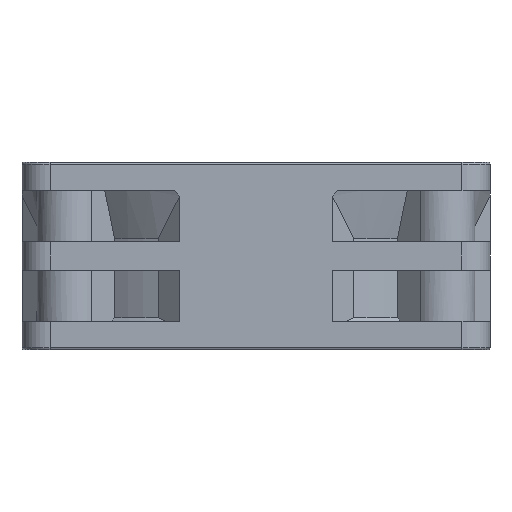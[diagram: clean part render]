
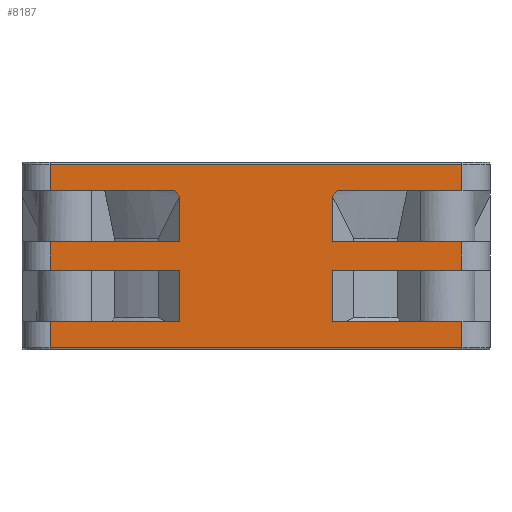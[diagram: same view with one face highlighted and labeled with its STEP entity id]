
A CAD part, front view. The second image highlights one B-rep face of the part: STEP entity #8187.
In plain terms, the highlighted planar face has unit normal (0, -1, 0).
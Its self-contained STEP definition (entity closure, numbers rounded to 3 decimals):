
#44=DIRECTION('',(-1.,0.,0.));
#45=VECTOR('',#44,13.834);
#46=CARTESIAN_POINT('',(22.,-25.,11.5));
#47=LINE('',#46,#45);
#73=DIRECTION('',(-1.,0.,0.));
#74=VECTOR('',#73,13.834);
#75=CARTESIAN_POINT('',(-8.166,-25.,11.5));
#76=LINE('',#75,#74);
#1082=DIRECTION('',(-1.,0.,0.));
#1083=VECTOR('',#1082,13.834);
#1084=CARTESIAN_POINT('',(22.,-25.,8.5));
#1085=LINE('',#1084,#1083);
#1097=DIRECTION('',(-1.,0.,0.));
#1098=VECTOR('',#1097,13.834);
#1099=CARTESIAN_POINT('',(-8.166,-25.,8.5));
#1100=LINE('',#1099,#1098);
#1381=DIRECTION('',(0.,0.,1.));
#1382=VECTOR('',#1381,4.893);
#1383=CARTESIAN_POINT('',(8.166,-25.,11.5));
#1384=LINE('',#1383,#1382);
#1388=CARTESIAN_POINT('',(8.166,-25.,16.393));
#1412=DIRECTION('',(0.,0.,1.));
#1413=VECTOR('',#1412,5.5);
#1414=CARTESIAN_POINT('',(8.166,-25.,3.));
#1415=LINE('',#1414,#1413);
#1419=DIRECTION('',(0.,0.,1.));
#1420=VECTOR('',#1419,3.);
#1421=CARTESIAN_POINT('',(22.,-25.,8.5));
#1422=LINE('',#1421,#1420);
#1426=DIRECTION('',(0.,0.,1.));
#1427=VECTOR('',#1426,3.);
#1428=CARTESIAN_POINT('',(-22.,-25.,8.5));
#1429=LINE('',#1428,#1427);
#1493=DIRECTION('',(-1.,0.,0.));
#1494=VECTOR('',#1493,13.834);
#1495=CARTESIAN_POINT('',(22.,-25.,3.));
#1496=LINE('',#1495,#1494);
#1543=DIRECTION('',(0.,0.,1.));
#1544=VECTOR('',#1543,2.8);
#1545=CARTESIAN_POINT('',(22.,-25.,0.2));
#1546=LINE('',#1545,#1544);
#1603=DIRECTION('',(1.,0.,0.));
#1604=VECTOR('',#1603,44.);
#1605=CARTESIAN_POINT('',(-22.,-25.,0.2));
#1606=LINE('',#1605,#1604);
#1641=DIRECTION('',(0.,0.,-1.));
#1642=VECTOR('',#1641,2.8);
#1643=CARTESIAN_POINT('',(-22.,-25.,3.));
#1644=LINE('',#1643,#1642);
#1700=DIRECTION('',(-1.,0.,0.));
#1701=VECTOR('',#1700,13.834);
#1702=CARTESIAN_POINT('',(-8.166,-25.,3.));
#1703=LINE('',#1702,#1701);
#4850=DIRECTION('',(0.,0.,1.));
#4851=VECTOR('',#4850,2.8);
#4852=CARTESIAN_POINT('',(22.,-25.,17.));
#4853=LINE('',#4852,#4851);
#4888=DIRECTION('',(1.,0.,0.));
#4889=VECTOR('',#4888,13.289);
#4890=CARTESIAN_POINT('',(8.711,-25.,17.));
#4891=LINE('',#4890,#4889);
#4936=CARTESIAN_POINT('',(8.166,-25.,16.393));
#4937=CARTESIAN_POINT('',(8.227,-25.,16.459));
#4938=CARTESIAN_POINT('',(8.349,-25.,16.593));
#4939=CARTESIAN_POINT('',(8.531,-25.,16.795));
#4940=CARTESIAN_POINT('',(8.651,-25.,16.931));
#4941=CARTESIAN_POINT('',(8.711,-25.,17.));
#4974=DIRECTION('',(-1.,0.,0.));
#4975=VECTOR('',#4974,44.);
#4976=CARTESIAN_POINT('',(22.,-25.,19.8));
#4977=LINE('',#4976,#4975);
#5019=DIRECTION('',(0.,0.,-1.));
#5020=VECTOR('',#5019,2.8);
#5021=CARTESIAN_POINT('',(-22.,-25.,19.8));
#5022=LINE('',#5021,#5020);
#5065=DIRECTION('',(1.,0.,0.));
#5066=VECTOR('',#5065,13.289);
#5067=CARTESIAN_POINT('',(-22.,-25.,17.));
#5068=LINE('',#5067,#5066);
#5162=CARTESIAN_POINT('',(-8.711,-25.,17.));
#5163=CARTESIAN_POINT('',(-8.651,-25.,16.931));
#5164=CARTESIAN_POINT('',(-8.531,-25.,16.795));
#5165=CARTESIAN_POINT('',(-8.349,-25.,16.593));
#5166=CARTESIAN_POINT('',(-8.227,-25.,16.459));
#5167=CARTESIAN_POINT('',(-8.166,-25.,16.393));
#5197=DIRECTION('',(0.,0.,-1.));
#5198=VECTOR('',#5197,4.893);
#5199=CARTESIAN_POINT('',(-8.166,-25.,16.393));
#5200=LINE('',#5199,#5198);
#5211=DIRECTION('',(0.,0.,-1.));
#5212=VECTOR('',#5211,5.5);
#5213=CARTESIAN_POINT('',(-8.166,-25.,8.5));
#5214=LINE('',#5213,#5212);
#6516=CARTESIAN_POINT('',(-8.166,-25.,3.));
#6517=VERTEX_POINT('',#6516);
#6518=CARTESIAN_POINT('',(-22.,-25.,3.));
#6519=VERTEX_POINT('',#6518);
#6534=CARTESIAN_POINT('',(22.,-25.,3.));
#6535=VERTEX_POINT('',#6534);
#6536=CARTESIAN_POINT('',(8.166,-25.,3.));
#6537=VERTEX_POINT('',#6536);
#6571=CARTESIAN_POINT('',(-8.711,-25.,17.));
#6572=VERTEX_POINT('',#6571);
#6573=VERTEX_POINT('',#5167);
#6580=VERTEX_POINT('',#1388);
#6581=VERTEX_POINT('',#4941);
#6601=CARTESIAN_POINT('',(-22.,-25.,17.));
#6602=VERTEX_POINT('',#6601);
#6603=CARTESIAN_POINT('',(22.,-25.,17.));
#6604=VERTEX_POINT('',#6603);
#6654=CARTESIAN_POINT('',(-22.,-25.,0.2));
#6655=VERTEX_POINT('',#6654);
#6656=CARTESIAN_POINT('',(22.,-25.,0.2));
#6657=VERTEX_POINT('',#6656);
#6658=CARTESIAN_POINT('',(-22.,-25.,19.8));
#6659=VERTEX_POINT('',#6658);
#6660=CARTESIAN_POINT('',(22.,-25.,19.8));
#6661=VERTEX_POINT('',#6660);
#6800=CARTESIAN_POINT('',(8.166,-25.,11.5));
#6801=VERTEX_POINT('',#6800);
#6802=CARTESIAN_POINT('',(8.166,-25.,8.5));
#6803=VERTEX_POINT('',#6802);
#6808=CARTESIAN_POINT('',(-8.166,-25.,11.5));
#6809=VERTEX_POINT('',#6808);
#6810=CARTESIAN_POINT('',(-8.166,-25.,8.5));
#6811=VERTEX_POINT('',#6810);
#6832=CARTESIAN_POINT('',(22.,-25.,11.5));
#6834=VERTEX_POINT('',#6832);
#6838=CARTESIAN_POINT('',(22.,-25.,8.5));
#6839=VERTEX_POINT('',#6838);
#6841=CARTESIAN_POINT('',(-22.,-25.,11.5));
#6843=VERTEX_POINT('',#6841);
#6844=CARTESIAN_POINT('',(-22.,-25.,8.5));
#6845=VERTEX_POINT('',#6844);
#8143=CARTESIAN_POINT('',(-25.,-25.,0.));
#8144=DIRECTION('',(0.,-1.,0.));
#8145=DIRECTION('',(1.,0.,0.));
#8146=AXIS2_PLACEMENT_3D('',#8143,#8144,#8145);
#8147=PLANE('',#8146);
#8148=ORIENTED_EDGE('',*,*,#7232,.F.);
#8149=ORIENTED_EDGE('',*,*,#7842,.T.);
#8150=ORIENTED_EDGE('',*,*,#8138,.F.);
#8152=ORIENTED_EDGE('',*,*,#8151,.F.);
#8154=ORIENTED_EDGE('',*,*,#8153,.F.);
#8156=ORIENTED_EDGE('',*,*,#8155,.F.);
#8158=ORIENTED_EDGE('',*,*,#8157,.F.);
#8160=ORIENTED_EDGE('',*,*,#8159,.F.);
#8162=ORIENTED_EDGE('',*,*,#8161,.F.);
#8163=ORIENTED_EDGE('',*,*,#7854,.T.);
#8165=ORIENTED_EDGE('',*,*,#8164,.T.);
#8166=ORIENTED_EDGE('',*,*,#7155,.F.);
#8168=ORIENTED_EDGE('',*,*,#8167,.F.);
#8170=ORIENTED_EDGE('',*,*,#8169,.F.);
#8172=ORIENTED_EDGE('',*,*,#8171,.F.);
#8174=ORIENTED_EDGE('',*,*,#8173,.F.);
#8176=ORIENTED_EDGE('',*,*,#8175,.F.);
#8178=ORIENTED_EDGE('',*,*,#8177,.F.);
#8180=ORIENTED_EDGE('',*,*,#8179,.F.);
#8182=ORIENTED_EDGE('',*,*,#8181,.F.);
#8183=ORIENTED_EDGE('',*,*,#8119,.F.);
#8184=ORIENTED_EDGE('',*,*,#7112,.F.);
#8185=EDGE_LOOP('',(#8148,#8149,#8150,#8152,#8154,#8156,#8158,#8160,#8162,#8163,
#8165,#8166,#8168,#8170,#8172,#8174,#8176,#8178,#8180,#8182,#8183,#8184));
#8186=FACE_OUTER_BOUND('',#8185,.F.);
#4942=B_SPLINE_CURVE_WITH_KNOTS('',3,(#4936,#4937,#4938,#4939,#4940,#4941),
.UNSPECIFIED.,.F.,.F.,(4,1,1,4),(0.,0.333,0.667,1.),
.UNSPECIFIED.);
#5168=B_SPLINE_CURVE_WITH_KNOTS('',3,(#5162,#5163,#5164,#5165,#5166,#5167),
.UNSPECIFIED.,.F.,.F.,(4,1,1,4),(0.,0.333,0.667,1.),
.UNSPECIFIED.);
#7112=EDGE_CURVE('',#6834,#6801,#47,.T.);
#7155=EDGE_CURVE('',#6809,#6843,#76,.T.);
#7232=EDGE_CURVE('',#6839,#6834,#1422,.T.);
#7842=EDGE_CURVE('',#6839,#6803,#1085,.T.);
#7854=EDGE_CURVE('',#6811,#6845,#1100,.T.);
#8119=EDGE_CURVE('',#6801,#6580,#1384,.T.);
#8138=EDGE_CURVE('',#6537,#6803,#1415,.T.);
#8151=EDGE_CURVE('',#6535,#6537,#1496,.T.);
#8153=EDGE_CURVE('',#6657,#6535,#1546,.T.);
#8155=EDGE_CURVE('',#6655,#6657,#1606,.T.);
#8157=EDGE_CURVE('',#6519,#6655,#1644,.T.);
#8159=EDGE_CURVE('',#6517,#6519,#1703,.T.);
#8161=EDGE_CURVE('',#6811,#6517,#5214,.T.);
#8164=EDGE_CURVE('',#6845,#6843,#1429,.T.);
#8167=EDGE_CURVE('',#6573,#6809,#5200,.T.);
#8169=EDGE_CURVE('',#6572,#6573,#5168,.T.);
#8171=EDGE_CURVE('',#6602,#6572,#5068,.T.);
#8173=EDGE_CURVE('',#6659,#6602,#5022,.T.);
#8175=EDGE_CURVE('',#6661,#6659,#4977,.T.);
#8177=EDGE_CURVE('',#6604,#6661,#4853,.T.);
#8179=EDGE_CURVE('',#6581,#6604,#4891,.T.);
#8181=EDGE_CURVE('',#6580,#6581,#4942,.T.);
#8187=ADVANCED_FACE('',(#8186),#8147,.T.);
